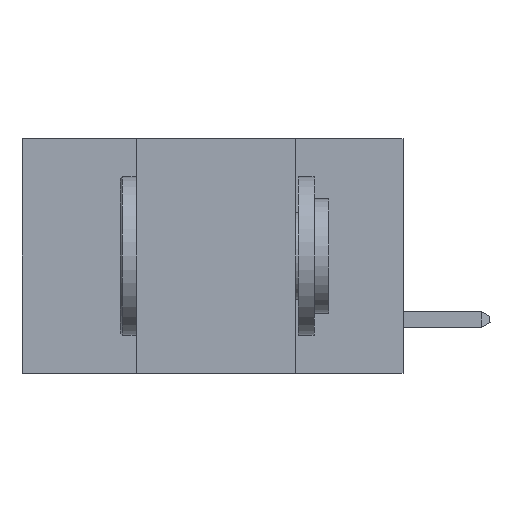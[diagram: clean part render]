
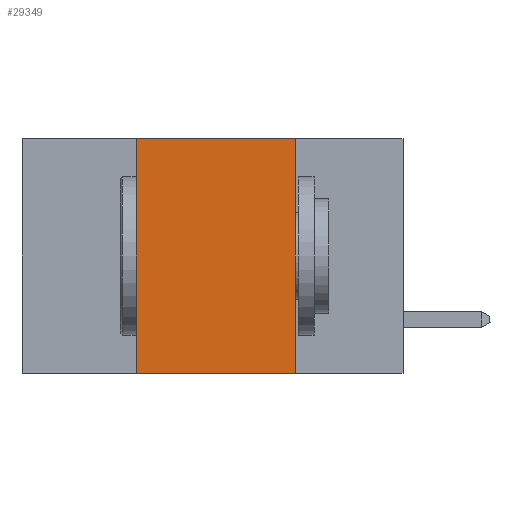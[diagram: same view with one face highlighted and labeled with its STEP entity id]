
A CAD part, left-side view. The second image highlights one B-rep face of the part: STEP entity #29349.
In plain terms, the highlighted planar face has unit normal (-1, 0, 0).
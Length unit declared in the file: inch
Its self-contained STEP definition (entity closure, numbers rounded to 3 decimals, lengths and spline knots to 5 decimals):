
#706 = LINE ( 'NONE', #25466, #40248 ) ;
#1370 = CARTESIAN_POINT ( 'NONE',  ( 0., 0.42, 0. ) ) ;
#2519 = EDGE_CURVE ( 'NONE', #3328, #33360, #16649, .T. ) ;
#3328 = VERTEX_POINT ( 'NONE', #10952 ) ;
#3429 = CARTESIAN_POINT ( 'NONE',  ( 0., 0.17, 0. ) ) ;
#5450 = DIRECTION ( 'NONE',  ( 0., -1., 0. ) ) ;
#6907 = DIRECTION ( 'NONE',  ( 0., -1., 0. ) ) ;
#7130 = ORIENTED_EDGE ( 'NONE', *, *, #9311, .F. ) ;
#7702 = AXIS2_PLACEMENT_3D ( 'NONE', #27904, #9197, #31039 ) ;
#8103 = FACE_OUTER_BOUND ( 'NONE', #30193, .T. ) ;
#8482 = VECTOR ( 'NONE', #34811, 39.37008 ) ;
#8666 = VERTEX_POINT ( 'NONE', #3429 ) ;
#9197 = DIRECTION ( 'NONE',  ( 1., 0., 0. ) ) ;
#9311 = EDGE_CURVE ( 'NONE', #33360, #8666, #706, .T. ) ;
#10255 = VECTOR ( 'NONE', #5450, 39.37008 ) ;
#10952 = CARTESIAN_POINT ( 'NONE',  ( 0., 0.42, -0.37 ) ) ;
#12087 = EDGE_CURVE ( 'NONE', #8666, #27266, #12897, .T. ) ;
#12897 = LINE ( 'NONE', #27608, #36885 ) ;
#12903 = CARTESIAN_POINT ( 'NONE',  ( 0., 0.42, 0. ) ) ;
#14487 = ORIENTED_EDGE ( 'NONE', *, *, #19689, .T. ) ;
#16649 = LINE ( 'NONE', #12903, #8482 ) ;
#18502 = LINE ( 'NONE', #36592, #10255 ) ;
#19689 = EDGE_CURVE ( 'NONE', #3328, #27266, #18502, .T. ) ;
#21563 = PLANE ( 'NONE',  #7702 ) ;
#25466 = CARTESIAN_POINT ( 'NONE',  ( 0., 0.6, 0. ) ) ;
#25723 = CARTESIAN_POINT ( 'NONE',  ( 0., 0.17, -0.37 ) ) ;
#27266 = VERTEX_POINT ( 'NONE', #25723 ) ;
#27608 = CARTESIAN_POINT ( 'NONE',  ( 0., 0.17, 0. ) ) ;
#27737 = DIRECTION ( 'NONE',  ( 0., 0., -1. ) ) ;
#27904 = CARTESIAN_POINT ( 'NONE',  ( 0., 0.6, 0. ) ) ;
#29349 = ADVANCED_FACE ( 'NONE', ( #8103 ), #21563, .F. ) ;
#29922 = ORIENTED_EDGE ( 'NONE', *, *, #2519, .F. ) ;
#30193 = EDGE_LOOP ( 'NONE', ( #31991, #7130, #29922, #14487 ) ) ;
#31039 = DIRECTION ( 'NONE',  ( 0., 0., -1. ) ) ;
#31991 = ORIENTED_EDGE ( 'NONE', *, *, #12087, .F. ) ;
#33360 = VERTEX_POINT ( 'NONE', #1370 ) ;
#34811 = DIRECTION ( 'NONE',  ( 0., 0., 1. ) ) ;
#36592 = CARTESIAN_POINT ( 'NONE',  ( 0., 0.6, -0.37 ) ) ;
#36885 = VECTOR ( 'NONE', #27737, 39.37008 ) ;
#40248 = VECTOR ( 'NONE', #6907, 39.37008 ) ;
